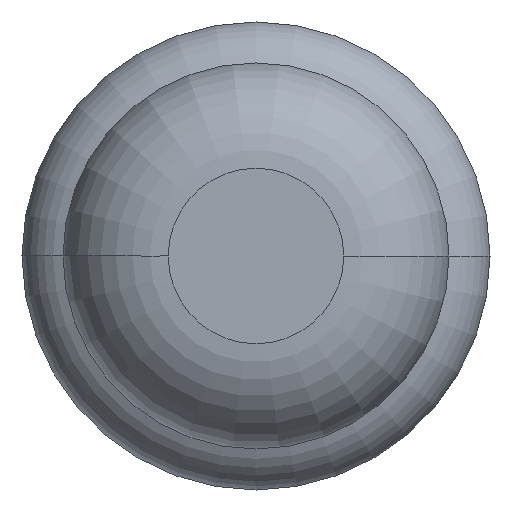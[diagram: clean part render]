
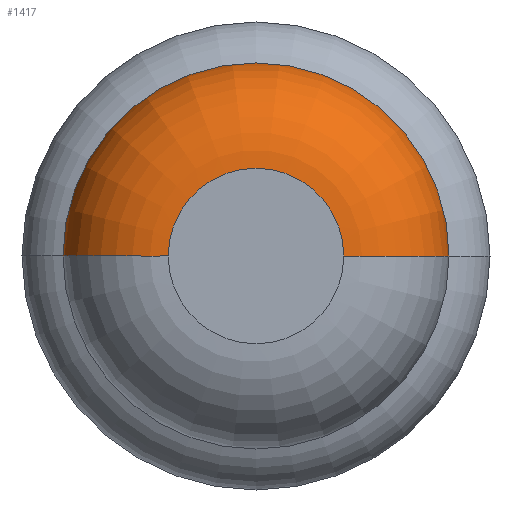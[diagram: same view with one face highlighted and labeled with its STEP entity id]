
A CAD part, front view. The second image highlights one B-rep face of the part: STEP entity #1417.
In plain terms, the highlighted toroidal (fillet/blend) face has major radius 0.375 mm and minor radius 0.45 mm.
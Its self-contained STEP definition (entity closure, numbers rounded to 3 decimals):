
#16 = CARTESIAN_POINT ( 'NONE',  ( 0., -31.55, 0. ) ) ;
#191 = AXIS2_PLACEMENT_3D ( 'NONE', #16, #3907, #4253 ) ;
#245 = DIRECTION ( 'NONE',  ( 0., -1., 0. ) ) ;
#396 = AXIS2_PLACEMENT_3D ( 'NONE', #1456, #2526, #1040 ) ;
#521 = ORIENTED_EDGE ( 'NONE', *, *, #3352, .F. ) ;
#566 = DIRECTION ( 'NONE',  ( 1., 0., 0. ) ) ;
#888 = CIRCLE ( 'NONE', #3069, 0.45 ) ;
#1040 = DIRECTION ( 'NONE',  ( 1., 0., 0. ) ) ;
#1046 = CARTESIAN_POINT ( 'NONE',  ( -0.825, -31.55, 0. ) ) ;
#1179 = EDGE_CURVE ( 'Defeature ausgef�hrt1_8+Defeature ausgef�hrt1_9+Defeature ausgef�hrt1_9+Defeature ausgef�hrt1_9', #4093, #1447, #1861, .T. ) ;
#1417 = ADVANCED_FACE ( 'Defeature ausgef�hrt1_8', ( #1914 ), #4410, .T. ) ;
#1447 = VERTEX_POINT ( 'NONE', #1046 ) ;
#1456 = CARTESIAN_POINT ( 'NONE',  ( 0., -32., 0. ) ) ;
#1464 = CARTESIAN_POINT ( 'NONE',  ( 0.375, -32., 0. ) ) ;
#1861 = CIRCLE ( 'NONE', #3345, 0.825 ) ;
#1914 = FACE_OUTER_BOUND ( 'NONE', #3500, .T. ) ;
#2080 = ORIENTED_EDGE ( 'NONE', *, *, #1179, .T. ) ;
#2208 = VERTEX_POINT ( 'NONE', #4397 ) ;
#2278 = DIRECTION ( 'NONE',  ( 1., 0., 0. ) ) ;
#2326 = AXIS2_PLACEMENT_3D ( 'NONE', #3057, #3042, #3779 ) ;
#2526 = DIRECTION ( 'NONE',  ( 0., -1., 0. ) ) ;
#2567 = ORIENTED_EDGE ( 'NONE', *, *, #3089, .T. ) ;
#3011 = CIRCLE ( 'NONE', #2326, 0.45 ) ;
#3042 = DIRECTION ( 'NONE',  ( 0., 0., -1. ) ) ;
#3057 = CARTESIAN_POINT ( 'NONE',  ( 0.375, -31.55, 0. ) ) ;
#3069 = AXIS2_PLACEMENT_3D ( 'NONE', #4409, #3676, #2278 ) ;
#3089 = EDGE_CURVE ( 'NONE', #1447, #2208, #888, .T. ) ;
#3345 = AXIS2_PLACEMENT_3D ( 'NONE', #3765, #245, #566 ) ;
#3352 = EDGE_CURVE ( 'Defeature ausgef�hrt1_7+Defeature ausgef�hrt1_8+Defeature ausgef�hrt1_8+Defeature ausgef�hrt1_8', #3797, #2208, #3453, .T. ) ;
#3453 = CIRCLE ( 'NONE', #396, 0.375 ) ;
#3500 = EDGE_LOOP ( 'NONE', ( #2080, #2567, #521, #3983 ) ) ;
#3676 = DIRECTION ( 'NONE',  ( 0., 0., 1. ) ) ;
#3765 = CARTESIAN_POINT ( 'NONE',  ( 0., -31.55, 0. ) ) ;
#3779 = DIRECTION ( 'NONE',  ( -1., 0., 0. ) ) ;
#3797 = VERTEX_POINT ( 'NONE', #1464 ) ;
#3907 = DIRECTION ( 'NONE',  ( 0., -1., 0. ) ) ;
#3965 = EDGE_CURVE ( 'NONE', #4093, #3797, #3011, .T. ) ;
#3983 = ORIENTED_EDGE ( 'NONE', *, *, #3965, .F. ) ;
#4093 = VERTEX_POINT ( 'NONE', #4218 ) ;
#4218 = CARTESIAN_POINT ( 'NONE',  ( 0.825, -31.55, 0. ) ) ;
#4253 = DIRECTION ( 'NONE',  ( 1., 0., 0. ) ) ;
#4397 = CARTESIAN_POINT ( 'NONE',  ( -0.375, -32., 0. ) ) ;
#4409 = CARTESIAN_POINT ( 'NONE',  ( -0.375, -31.55, 0. ) ) ;
#4410 = TOROIDAL_SURFACE ( 'NONE', #191, 0.375, 0.45 ) ;
